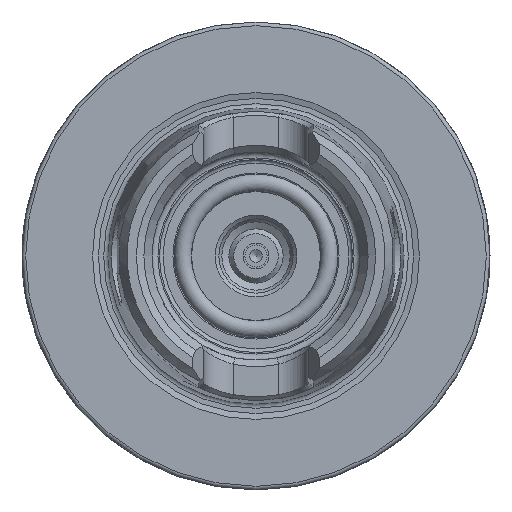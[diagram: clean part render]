
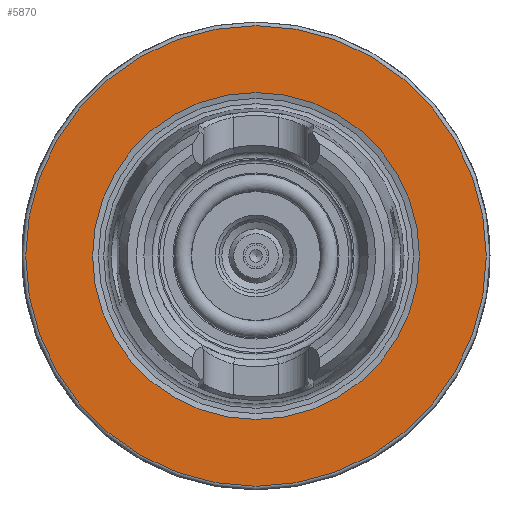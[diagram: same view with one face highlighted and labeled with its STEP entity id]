
A CAD part, left-side view. The second image highlights one B-rep face of the part: STEP entity #5870.
In plain terms, the highlighted planar face has unit normal (-1, 0, 0).
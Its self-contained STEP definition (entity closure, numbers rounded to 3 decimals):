
#5836=CARTESIAN_POINT('',(0.0,22.,0.0));
#5837=VERTEX_POINT('',#5836);
#5838=CARTESIAN_POINT('',(0.0,0.,0.0));
#5839=DIRECTION('',(1.0,0.0,0.0));
#5840=DIRECTION('',(0.0,1.0,0.0));
#5841=AXIS2_PLACEMENT_3D('',#5838,#5839,#5840);
#5842=CIRCLE('',#5841,22.);
#5843=EDGE_CURVE('',#5837,#5837,#5842,.T.);
#5851=CARTESIAN_POINT('',(0.0,26.5,0.0));
#5852=DIRECTION('',(-1.0,0.0,0.0));
#5853=DIRECTION('',(0.0,0.0,1.0));
#5854=AXIS2_PLACEMENT_3D('',#5851,#5852,#5853);
#5855=PLANE('',#5854);
#5856=CARTESIAN_POINT('',(0.0,31.,0.0));
#5857=VERTEX_POINT('',#5856);
#5858=CARTESIAN_POINT('',(0.0,0.,0.0));
#5859=DIRECTION('',(1.0,0.0,0.0));
#5860=DIRECTION('',(0.0,1.0,0.0));
#5861=AXIS2_PLACEMENT_3D('',#5858,#5859,#5860);
#5862=CIRCLE('',#5861,31.);
#5863=EDGE_CURVE('',#5857,#5857,#5862,.T.);
#5864=ORIENTED_EDGE('',*,*,#5863,.F.);
#5865=EDGE_LOOP('',(#5864));
#5866=FACE_OUTER_BOUND('',#5865,.T.);
#5867=ORIENTED_EDGE('',*,*,#5843,.T.);
#5868=EDGE_LOOP('',(#5867));
#5869=FACE_BOUND('',#5868,.T.);
#5870=ADVANCED_FACE('',(#5866,#5869),#5855,.T.);
